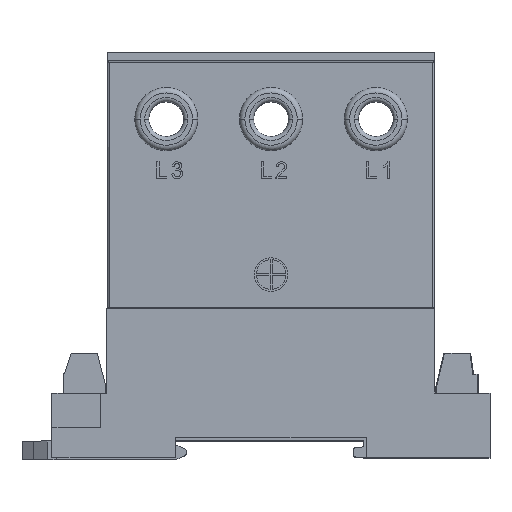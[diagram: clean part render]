
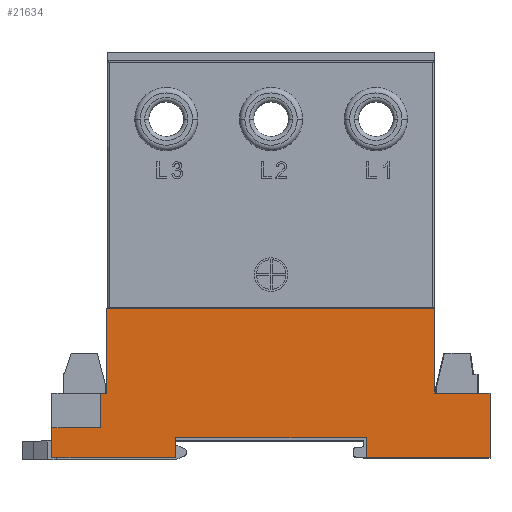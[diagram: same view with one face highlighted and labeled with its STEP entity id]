
A CAD part, top view. The second image highlights one B-rep face of the part: STEP entity #21634.
In plain terms, the highlighted face is planar.
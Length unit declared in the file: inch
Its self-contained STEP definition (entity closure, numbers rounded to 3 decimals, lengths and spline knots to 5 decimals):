
#417 = CARTESIAN_POINT ( 'NONE',  ( 1.2225, 1.115, -0.7105 ) ) ;
#483 = EDGE_CURVE ( 'NONE', #7497, #21678, #22088, .T. ) ;
#1360 = DIRECTION ( 'NONE',  ( 0., -1., 0. ) ) ;
#1406 = LINE ( 'NONE', #7444, #5494 ) ;
#1785 = CARTESIAN_POINT ( 'NONE',  ( 1.6325, 0.222, -0.7105 ) ) ;
#1973 = ORIENTED_EDGE ( 'NONE', *, *, #13085, .T. ) ;
#2012 = CARTESIAN_POINT ( 'NONE',  ( 1.2225, 1.115, -0.7105 ) ) ;
#2084 = VERTEX_POINT ( 'NONE', #20453 ) ;
#2187 = VECTOR ( 'NONE', #17718, 39.37008 ) ;
#2248 = ORIENTED_EDGE ( 'NONE', *, *, #10029, .T. ) ;
#2270 = EDGE_CURVE ( 'NONE', #8798, #18424, #8125, .T. ) ;
#2303 = EDGE_CURVE ( 'NONE', #7290, #2084, #7510, .T. ) ;
#2459 = DIRECTION ( 'NONE',  ( 0., -1., 0. ) ) ;
#2539 = CARTESIAN_POINT ( 'NONE',  ( -1.6325, 1.115, -0.7105 ) ) ;
#2872 = ORIENTED_EDGE ( 'NONE', *, *, #4795, .T. ) ;
#3063 = CARTESIAN_POINT ( 'NONE',  ( 1.2225, 0.482, -0.7105 ) ) ;
#3275 = CARTESIAN_POINT ( 'NONE',  ( -1.2225, 1.115, -0.7105 ) ) ;
#3360 = VERTEX_POINT ( 'NONE', #14183 ) ;
#3362 = DIRECTION ( 'NONE',  ( 0., -1., 0. ) ) ;
#4266 = CARTESIAN_POINT ( 'NONE',  ( 1.2675, 0.482, -0.7105 ) ) ;
#4721 = CARTESIAN_POINT ( 'NONE',  ( -1.2225, 1.115, -0.7105 ) ) ;
#4795 = EDGE_CURVE ( 'NONE', #2084, #10915, #1406, .T. ) ;
#4988 = EDGE_LOOP ( 'NONE', ( #23663, #17935, #2872, #13055, #2248, #24966, #11459, #23842, #9495, #15863, #8970, #11227, #21598, #1973 ) ) ;
#5443 = VECTOR ( 'NONE', #19296, 39.37008 ) ;
#5464 = DIRECTION ( 'NONE',  ( 0., 1., 0. ) ) ;
#5494 = VECTOR ( 'NONE', #19293, 39.37008 ) ;
#6341 = VECTOR ( 'NONE', #15196, 39.37008 ) ;
#6348 = LINE ( 'NONE', #11727, #20890 ) ;
#6382 = LINE ( 'NONE', #8034, #11046 ) ;
#6549 = FACE_OUTER_BOUND ( 'NONE', #4988, .T. ) ;
#7203 = EDGE_CURVE ( 'NONE', #14365, #12278, #24952, .T. ) ;
#7222 = VECTOR ( 'NONE', #22932, 39.37008 ) ;
#7290 = VERTEX_POINT ( 'NONE', #8850 ) ;
#7359 = DIRECTION ( 'NONE',  ( 0., 1., 0. ) ) ;
#7444 = CARTESIAN_POINT ( 'NONE',  ( -0.71, 0.15, -0.7105 ) ) ;
#7497 = VERTEX_POINT ( 'NONE', #15416 ) ;
#7510 = LINE ( 'NONE', #19342, #22004 ) ;
#7633 = VECTOR ( 'NONE', #1360, 39.37008 ) ;
#7849 = LINE ( 'NONE', #13243, #16516 ) ;
#8034 = CARTESIAN_POINT ( 'NONE',  ( 1.6325, 1.115, -0.7105 ) ) ;
#8073 = CARTESIAN_POINT ( 'NONE',  ( -0.71, 0.15, -0.7105 ) ) ;
#8125 = LINE ( 'NONE', #25008, #18045 ) ;
#8798 = VERTEX_POINT ( 'NONE', #10879 ) ;
#8850 = CARTESIAN_POINT ( 'NONE',  ( 0.71, 0., -0.7105 ) ) ;
#8970 = ORIENTED_EDGE ( 'NONE', *, *, #14592, .T. ) ;
#9148 = CARTESIAN_POINT ( 'NONE',  ( 1.2225, 0.482, -0.7105 ) ) ;
#9159 = CARTESIAN_POINT ( 'NONE',  ( 1.2675, 0.222, -0.7105 ) ) ;
#9187 = VECTOR ( 'NONE', #24265, 39.37008 ) ;
#9272 = VERTEX_POINT ( 'NONE', #22195 ) ;
#9306 = VECTOR ( 'NONE', #2459, 39.37008 ) ;
#9495 = ORIENTED_EDGE ( 'NONE', *, *, #10719, .F. ) ;
#10029 = EDGE_CURVE ( 'NONE', #3360, #18424, #15997, .T. ) ;
#10356 = VECTOR ( 'NONE', #24726, 39.37008 ) ;
#10582 = PLANE ( 'NONE',  #13961 ) ;
#10719 = EDGE_CURVE ( 'NONE', #14365, #21678, #6348, .T. ) ;
#10879 = CARTESIAN_POINT ( 'NONE',  ( -1.6325, 0.482, -0.7105 ) ) ;
#10915 = VERTEX_POINT ( 'NONE', #8073 ) ;
#11046 = VECTOR ( 'NONE', #23692, 39.37008 ) ;
#11080 = CARTESIAN_POINT ( 'NONE',  ( -1.6325, 0.482, -0.7105 ) ) ;
#11227 = ORIENTED_EDGE ( 'NONE', *, *, #15983, .F. ) ;
#11459 = ORIENTED_EDGE ( 'NONE', *, *, #21819, .T. ) ;
#11727 = CARTESIAN_POINT ( 'NONE',  ( -1.6325, 1.115, -0.7105 ) ) ;
#11808 = DIRECTION ( 'NONE',  ( -1., 0., 0. ) ) ;
#12278 = VERTEX_POINT ( 'NONE', #9148 ) ;
#12488 = LINE ( 'NONE', #11080, #7222 ) ;
#12571 = DIRECTION ( 'NONE',  ( 1., 0., 0. ) ) ;
#12669 = CARTESIAN_POINT ( 'NONE',  ( 1.6325, 0.222, -0.7105 ) ) ;
#12675 = VERTEX_POINT ( 'NONE', #12669 ) ;
#13055 = ORIENTED_EDGE ( 'NONE', *, *, #25466, .T. ) ;
#13085 = EDGE_CURVE ( 'NONE', #12675, #9272, #6382, .T. ) ;
#13243 = CARTESIAN_POINT ( 'NONE',  ( 1.2675, 0.222, -0.7105 ) ) ;
#13320 = CARTESIAN_POINT ( 'NONE',  ( -0.71, 0.15, -0.7105 ) ) ;
#13961 = AXIS2_PLACEMENT_3D ( 'NONE', #2539, #24303, #12571 ) ;
#14183 = CARTESIAN_POINT ( 'NONE',  ( -0.71, 0., -0.7105 ) ) ;
#14365 = VERTEX_POINT ( 'NONE', #2012 ) ;
#14592 = EDGE_CURVE ( 'NONE', #12278, #14992, #15624, .T. ) ;
#14992 = VERTEX_POINT ( 'NONE', #4266 ) ;
#15196 = DIRECTION ( 'NONE',  ( 0., 1., 0. ) ) ;
#15416 = CARTESIAN_POINT ( 'NONE',  ( -1.2225, 0.482, -0.7105 ) ) ;
#15456 = EDGE_CURVE ( 'NONE', #12675, #18288, #18053, .T. ) ;
#15624 = LINE ( 'NONE', #3063, #10356 ) ;
#15863 = ORIENTED_EDGE ( 'NONE', *, *, #7203, .T. ) ;
#15983 = EDGE_CURVE ( 'NONE', #18288, #14992, #7849, .T. ) ;
#15997 = LINE ( 'NONE', #17399, #5443 ) ;
#16516 = VECTOR ( 'NONE', #7359, 39.37008 ) ;
#17399 = CARTESIAN_POINT ( 'NONE',  ( -1.6325, 0., -0.7105 ) ) ;
#17534 = CARTESIAN_POINT ( 'NONE',  ( -1.6325, 0., -0.7105 ) ) ;
#17718 = DIRECTION ( 'NONE',  ( -1., 0., 0. ) ) ;
#17935 = ORIENTED_EDGE ( 'NONE', *, *, #2303, .T. ) ;
#18045 = VECTOR ( 'NONE', #3362, 39.37008 ) ;
#18053 = LINE ( 'NONE', #1785, #2187 ) ;
#18288 = VERTEX_POINT ( 'NONE', #9159 ) ;
#18424 = VERTEX_POINT ( 'NONE', #17534 ) ;
#18545 = EDGE_CURVE ( 'NONE', #9272, #7290, #24833, .T. ) ;
#19293 = DIRECTION ( 'NONE',  ( -1., 0., 0. ) ) ;
#19296 = DIRECTION ( 'NONE',  ( -1., 0., 0. ) ) ;
#19342 = CARTESIAN_POINT ( 'NONE',  ( 0.71, 0.15, -0.7105 ) ) ;
#20453 = CARTESIAN_POINT ( 'NONE',  ( 0.71, 0.15, -0.7105 ) ) ;
#20890 = VECTOR ( 'NONE', #11808, 39.37008 ) ;
#21598 = ORIENTED_EDGE ( 'NONE', *, *, #15456, .F. ) ;
#21634 = ADVANCED_FACE ( 'NONE', ( #6549 ), #10582, .F. ) ;
#21678 = VERTEX_POINT ( 'NONE', #4721 ) ;
#21819 = EDGE_CURVE ( 'NONE', #8798, #7497, #12488, .T. ) ;
#22004 = VECTOR ( 'NONE', #5464, 39.37008 ) ;
#22088 = LINE ( 'NONE', #3275, #6341 ) ;
#22195 = CARTESIAN_POINT ( 'NONE',  ( 1.6325, 0., -0.7105 ) ) ;
#22319 = CARTESIAN_POINT ( 'NONE',  ( -1.6325, 0., -0.7105 ) ) ;
#22715 = LINE ( 'NONE', #13320, #7633 ) ;
#22932 = DIRECTION ( 'NONE',  ( 1., 0., 0. ) ) ;
#23663 = ORIENTED_EDGE ( 'NONE', *, *, #18545, .T. ) ;
#23692 = DIRECTION ( 'NONE',  ( 0., -1., 0. ) ) ;
#23842 = ORIENTED_EDGE ( 'NONE', *, *, #483, .T. ) ;
#24265 = DIRECTION ( 'NONE',  ( -1., 0., 0. ) ) ;
#24303 = DIRECTION ( 'NONE',  ( 0., 0., 1. ) ) ;
#24726 = DIRECTION ( 'NONE',  ( 1., 0., 0. ) ) ;
#24833 = LINE ( 'NONE', #22319, #9187 ) ;
#24952 = LINE ( 'NONE', #417, #9306 ) ;
#24966 = ORIENTED_EDGE ( 'NONE', *, *, #2270, .F. ) ;
#25008 = CARTESIAN_POINT ( 'NONE',  ( -1.6325, 1.115, -0.7105 ) ) ;
#25466 = EDGE_CURVE ( 'NONE', #10915, #3360, #22715, .T. ) ;
